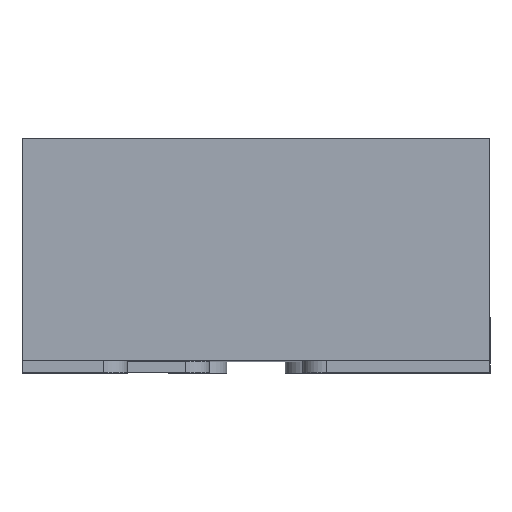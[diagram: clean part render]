
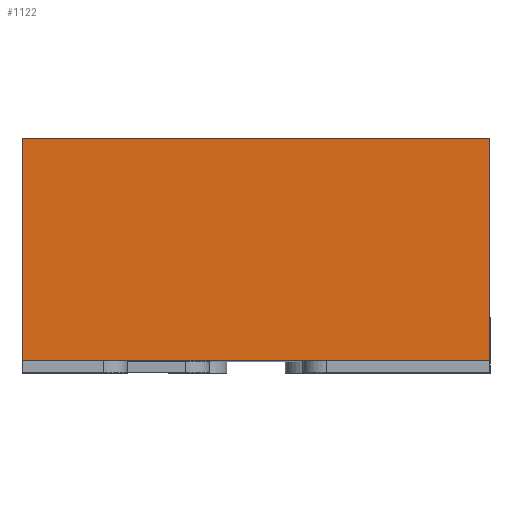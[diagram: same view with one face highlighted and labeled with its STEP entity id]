
A CAD part, top view. The second image highlights one B-rep face of the part: STEP entity #1122.
In plain terms, the highlighted planar face has unit normal (0, 0, 1).
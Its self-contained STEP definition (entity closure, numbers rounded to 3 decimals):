
#135 = ORIENTED_EDGE ( 'NONE', *, *, #1693, .T. ) ;
#193 = VERTEX_POINT ( 'NONE', #2864 ) ;
#303 = DIRECTION ( 'NONE',  ( 0., -1., 0. ) ) ;
#367 = VERTEX_POINT ( 'NONE', #1982 ) ;
#436 = DIRECTION ( 'NONE',  ( 0., 0., -1. ) ) ;
#491 = VECTOR ( 'NONE', #3397, 1000. ) ;
#698 = AXIS2_PLACEMENT_3D ( 'NONE', #1735, #436, #1971 ) ;
#711 = VERTEX_POINT ( 'NONE', #1577 ) ;
#860 = ORIENTED_EDGE ( 'NONE', *, *, #2849, .F. ) ;
#1122 = ADVANCED_FACE ( 'NONE', ( #3066 ), #2218, .F. ) ;
#1521 = CARTESIAN_POINT ( 'NONE',  ( -1., 1., 1. ) ) ;
#1577 = CARTESIAN_POINT ( 'NONE',  ( 1., 1., 1. ) ) ;
#1585 = LINE ( 'NONE', #3449, #3022 ) ;
#1635 = ORIENTED_EDGE ( 'NONE', *, *, #1851, .T. ) ;
#1693 = EDGE_CURVE ( 'NONE', #193, #2742, #1585, .T. ) ;
#1735 = CARTESIAN_POINT ( 'NONE',  ( -1., 4.828, 1. ) ) ;
#1851 = EDGE_CURVE ( 'NONE', #367, #193, #2728, .T. ) ;
#1928 = EDGE_LOOP ( 'NONE', ( #860, #1635, #135, #2288 ) ) ;
#1938 = CARTESIAN_POINT ( 'NONE',  ( -1., 4.828, 1. ) ) ;
#1957 = DIRECTION ( 'NONE',  ( 0., -1., 0. ) ) ;
#1971 = DIRECTION ( 'NONE',  ( -1., 0., 0. ) ) ;
#1973 = CARTESIAN_POINT ( 'NONE',  ( 1., 0.05, 1. ) ) ;
#1982 = CARTESIAN_POINT ( 'NONE',  ( -1., 1., 1. ) ) ;
#2218 = PLANE ( 'NONE',  #698 ) ;
#2288 = ORIENTED_EDGE ( 'NONE', *, *, #3071, .F. ) ;
#2594 = VECTOR ( 'NONE', #1957, 1000. ) ;
#2597 = VECTOR ( 'NONE', #303, 1000. ) ;
#2728 = LINE ( 'NONE', #1938, #2594 ) ;
#2742 = VERTEX_POINT ( 'NONE', #1973 ) ;
#2849 = EDGE_CURVE ( 'NONE', #367, #711, #3144, .T. ) ;
#2859 = DIRECTION ( 'NONE',  ( 1., 0., 0. ) ) ;
#2864 = CARTESIAN_POINT ( 'NONE',  ( -1., 0.05, 1. ) ) ;
#2894 = LINE ( 'NONE', #3175, #2597 ) ;
#3022 = VECTOR ( 'NONE', #2859, 1000. ) ;
#3066 = FACE_OUTER_BOUND ( 'NONE', #1928, .T. ) ;
#3071 = EDGE_CURVE ( 'NONE', #711, #2742, #2894, .T. ) ;
#3144 = LINE ( 'NONE', #1521, #491 ) ;
#3175 = CARTESIAN_POINT ( 'NONE',  ( 1., 4.828, 1. ) ) ;
#3397 = DIRECTION ( 'NONE',  ( 1., 0., 0. ) ) ;
#3449 = CARTESIAN_POINT ( 'NONE',  ( -1., 0.05, 1. ) ) ;
